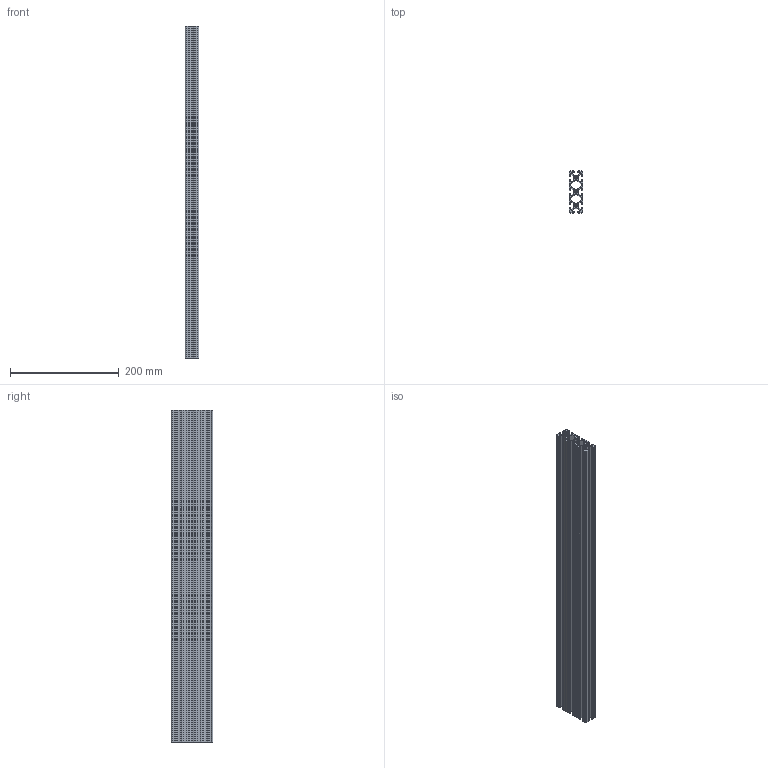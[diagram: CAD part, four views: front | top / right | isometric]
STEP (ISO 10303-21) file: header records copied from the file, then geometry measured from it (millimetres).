
FILE_DESCRIPTION (( 'STEP AP203' ), '1' );
FILE_NAME ('47065T512_T-Slotted Framing.STEP', '2021-09-09T01:32:13', ( 'Administrator' ), ( 'Managed by Terraform' ), 'SwSTEP 2.0', 'SolidWorks 2017', '' );
FILE_SCHEMA (( 'CONFIG_CONTROL_DESIGN' ));
Length unit declared in the file: inch
Products named in the file (1): 47065T512_T-Slotted Framing
Bounding box: 25.4 x 76.2 x 609.6 mm (x, y, z)
Volume: 448419.3 mm3; surface area: 354212.7 mm2
Topology: 1 solids, 1 shells, 218 faces, 648 edges, 432 vertices
Faces by surface type: cylinder 124, plane 94
Entity records: 7499 total; most frequent: DIRECTION 1334, CARTESIAN_POINT 1299, ORIENTED_EDGE 1296, EDGE_CURVE 648, AXIS2_PLACEMENT_3D 467, VERTEX_POINT 432, LINE 400, VECTOR 400
